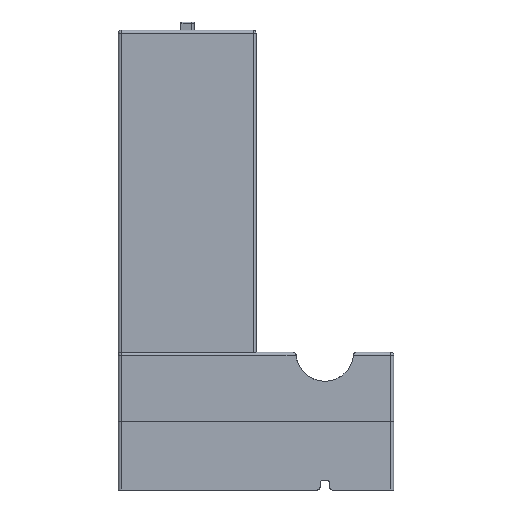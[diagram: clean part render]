
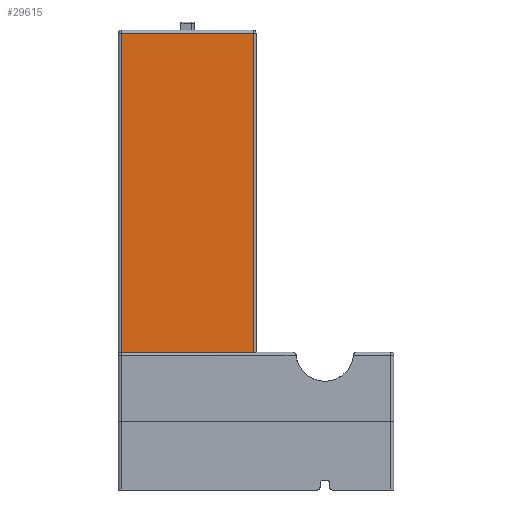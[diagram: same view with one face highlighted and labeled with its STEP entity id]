
A CAD part, left-side view. The second image highlights one B-rep face of the part: STEP entity #29615.
In plain terms, the highlighted planar face has unit normal (-1, 0, 0).
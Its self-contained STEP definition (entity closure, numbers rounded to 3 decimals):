
#3343=FACE_OUTER_BOUND('',#5112,.T.);
#5112=EDGE_LOOP('',(#25404,#25405,#25406,#25407));
#8123=LINE('',#66211,#11188);
#8125=LINE('',#66223,#11190);
#8127=LINE('',#66227,#11192);
#8128=LINE('',#66231,#11193);
#11188=VECTOR('',#38127,10.);
#11190=VECTOR('',#38141,10.);
#11192=VECTOR('',#38147,10.);
#11193=VECTOR('',#38154,10.);
#13844=VERTEX_POINT('',#66205);
#13845=VERTEX_POINT('',#66209);
#13846=VERTEX_POINT('',#66213);
#13848=VERTEX_POINT('',#66219);
#17748=EDGE_CURVE('',#13845,#13844,#8123,.T.);
#17754=EDGE_CURVE('',#13846,#13848,#8125,.T.);
#17756=EDGE_CURVE('',#13844,#13846,#8127,.T.);
#17758=EDGE_CURVE('',#13848,#13845,#8128,.T.);
#25404=ORIENTED_EDGE('',*,*,#17754,.F.);
#25405=ORIENTED_EDGE('',*,*,#17756,.F.);
#25406=ORIENTED_EDGE('',*,*,#17748,.F.);
#25407=ORIENTED_EDGE('',*,*,#17758,.F.);
#27539=PLANE('',#31669);
#29615=ADVANCED_FACE('',(#3343),#27539,.T.);
#31669=AXIS2_PLACEMENT_3D('',#66230,#38152,#38153);
#38127=DIRECTION('',(0.,0.,1.));
#38141=DIRECTION('',(0.,0.,-1.));
#38147=DIRECTION('',(0.,-1.,0.));
#38152=DIRECTION('center_axis',(-1.,0.,0.));
#38153=DIRECTION('ref_axis',(0.,-1.,0.));
#38154=DIRECTION('',(0.,1.,0.));
#66205=CARTESIAN_POINT('',(-25.,24.,166.));
#66209=CARTESIAN_POINT('',(-25.,24.,50.));
#66211=CARTESIAN_POINT('',(-25.,24.,50.));
#66213=CARTESIAN_POINT('',(-25.,-24.,166.));
#66219=CARTESIAN_POINT('',(-25.,-24.,50.));
#66223=CARTESIAN_POINT('',(-25.,-24.,50.));
#66227=CARTESIAN_POINT('',(-25.,12.5,166.));
#66230=CARTESIAN_POINT('Origin',(-25.,25.,50.));
#66231=CARTESIAN_POINT('',(-25.,-25.,50.));
